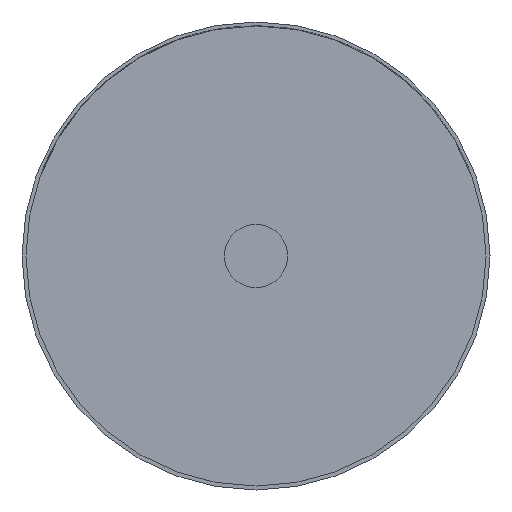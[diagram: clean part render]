
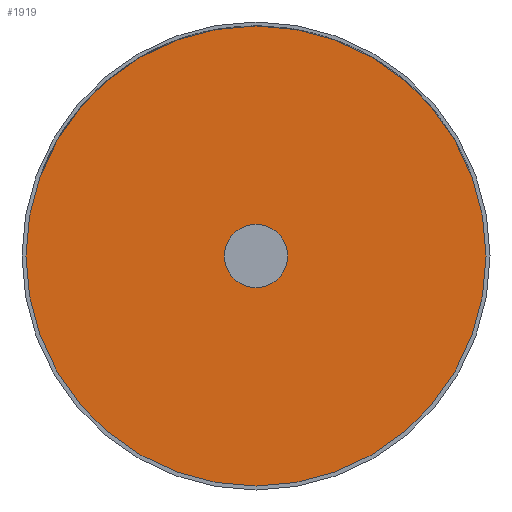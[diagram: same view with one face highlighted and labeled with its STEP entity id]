
A CAD part, front view. The second image highlights one B-rep face of the part: STEP entity #1919.
In plain terms, the highlighted planar face has unit normal (0, -1, 0).
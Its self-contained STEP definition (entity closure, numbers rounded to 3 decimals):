
#37 = FACE_BOUND ( 'NONE', #2284, .T. ) ;
#58 = AXIS2_PLACEMENT_3D ( 'NONE', #246, #2731, #3969 ) ;
#130 = AXIS2_PLACEMENT_3D ( 'NONE', #2498, #2781, #930 ) ;
#154 = DIRECTION ( 'NONE',  ( 0., -1., 0. ) ) ;
#186 = ORIENTED_EDGE ( 'NONE', *, *, #2110, .F. ) ;
#195 = CARTESIAN_POINT ( 'NONE',  ( 0., 0., -43.5 ) ) ;
#207 = CARTESIAN_POINT ( 'NONE',  ( 0., 0., 43.5 ) ) ;
#246 = CARTESIAN_POINT ( 'NONE',  ( 0., 0., 0. ) ) ;
#271 = VERTEX_POINT ( 'NONE', #512 ) ;
#375 = DIRECTION ( 'NONE',  ( 0., 0., 1. ) ) ;
#505 = EDGE_CURVE ( 'NONE', #2271, #271, #1127, .T. ) ;
#512 = CARTESIAN_POINT ( 'NONE',  ( 0., 0., 6. ) ) ;
#804 = CARTESIAN_POINT ( 'NONE',  ( 0., 0., 0. ) ) ;
#930 = DIRECTION ( 'NONE',  ( 0., 0., 1. ) ) ;
#975 = DIRECTION ( 'NONE',  ( 0., 1., 0. ) ) ;
#1127 = CIRCLE ( 'NONE', #58, 6. ) ;
#1191 = ORIENTED_EDGE ( 'NONE', *, *, #3582, .F. ) ;
#1222 = AXIS2_PLACEMENT_3D ( 'NONE', #3216, #3526, #3230 ) ;
#1422 = AXIS2_PLACEMENT_3D ( 'NONE', #804, #154, #2646 ) ;
#1472 = EDGE_LOOP ( 'NONE', ( #2849, #1191 ) ) ;
#1585 = CIRCLE ( 'NONE', #130, 43.5 ) ;
#1598 = CARTESIAN_POINT ( 'NONE',  ( 0., 0., 0. ) ) ;
#1833 = CIRCLE ( 'NONE', #2541, 43.5 ) ;
#1835 = FACE_OUTER_BOUND ( 'NONE', #1472, .T. ) ;
#1919 = ADVANCED_FACE ( 'NONE', ( #1835, #37 ), #2281, .F. ) ;
#2110 = EDGE_CURVE ( 'NONE', #271, #2271, #2429, .T. ) ;
#2271 = VERTEX_POINT ( 'NONE', #3922 ) ;
#2281 = PLANE ( 'NONE',  #1222 ) ;
#2284 = EDGE_LOOP ( 'NONE', ( #186, #2714 ) ) ;
#2429 = CIRCLE ( 'NONE', #1422, 6. ) ;
#2498 = CARTESIAN_POINT ( 'NONE',  ( 0., 0., 0. ) ) ;
#2541 = AXIS2_PLACEMENT_3D ( 'NONE', #1598, #975, #375 ) ;
#2646 = DIRECTION ( 'NONE',  ( 0., 0., 1. ) ) ;
#2714 = ORIENTED_EDGE ( 'NONE', *, *, #505, .F. ) ;
#2731 = DIRECTION ( 'NONE',  ( 0., -1., 0. ) ) ;
#2781 = DIRECTION ( 'NONE',  ( 0., 1., 0. ) ) ;
#2849 = ORIENTED_EDGE ( 'NONE', *, *, #2889, .F. ) ;
#2889 = EDGE_CURVE ( 'NONE', #3200, #3905, #1585, .T. ) ;
#3200 = VERTEX_POINT ( 'NONE', #195 ) ;
#3216 = CARTESIAN_POINT ( 'NONE',  ( 0., 0., 0. ) ) ;
#3230 = DIRECTION ( 'NONE',  ( 0., 0., 1. ) ) ;
#3526 = DIRECTION ( 'NONE',  ( 0., 1., 0. ) ) ;
#3582 = EDGE_CURVE ( 'NONE', #3905, #3200, #1833, .T. ) ;
#3905 = VERTEX_POINT ( 'NONE', #207 ) ;
#3922 = CARTESIAN_POINT ( 'NONE',  ( 0., 0., -6. ) ) ;
#3969 = DIRECTION ( 'NONE',  ( 0., 0., 1. ) ) ;
